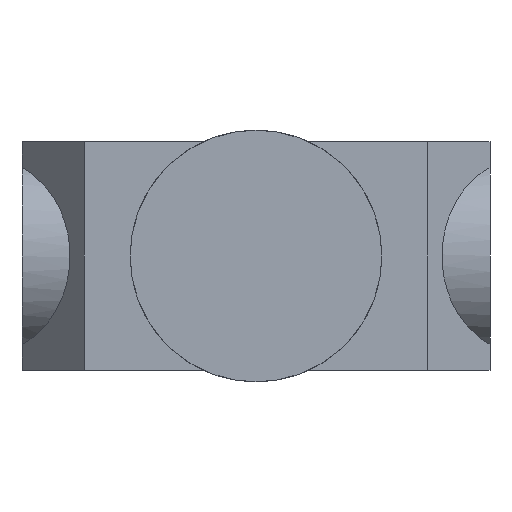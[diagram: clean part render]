
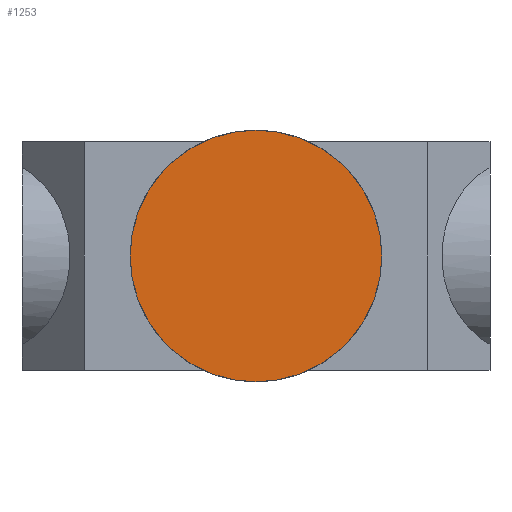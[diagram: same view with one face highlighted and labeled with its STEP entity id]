
A CAD part, front view. The second image highlights one B-rep face of the part: STEP entity #1253.
In plain terms, the highlighted planar face has unit normal (0, -1, 0).
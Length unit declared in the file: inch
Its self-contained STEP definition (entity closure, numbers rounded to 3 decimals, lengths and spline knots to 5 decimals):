
#25 = DIRECTION ( 'NONE',  ( 0., 1., 0. ) ) ;
#42 = CARTESIAN_POINT ( 'NONE',  ( 0., 0., 1.1 ) ) ;
#68 = ORIENTED_EDGE ( 'NONE', *, *, #1350, .F. ) ;
#205 = EDGE_CURVE ( 'NONE', #1021, #1354, #833, .T. ) ;
#248 = CARTESIAN_POINT ( 'NONE',  ( 0., 0., 0. ) ) ;
#255 = ORIENTED_EDGE ( 'NONE', *, *, #205, .F. ) ;
#292 = DIRECTION ( 'NONE',  ( 0., 0., 1. ) ) ;
#296 = AXIS2_PLACEMENT_3D ( 'NONE', #861, #1093, #292 ) ;
#316 = CARTESIAN_POINT ( 'NONE',  ( 0., 0., 0. ) ) ;
#387 = CIRCLE ( 'NONE', #296, 1.1 ) ;
#488 = DIRECTION ( 'NONE',  ( 0., 0., 1. ) ) ;
#833 = CIRCLE ( 'NONE', #1106, 1.1 ) ;
#861 = CARTESIAN_POINT ( 'NONE',  ( 0., 0., 0. ) ) ;
#884 = AXIS2_PLACEMENT_3D ( 'NONE', #248, #25, #488 ) ;
#1021 = VERTEX_POINT ( 'NONE', #1123 ) ;
#1058 = FACE_OUTER_BOUND ( 'NONE', #1119, .T. ) ;
#1092 = DIRECTION ( 'NONE',  ( 0., 1., 0. ) ) ;
#1093 = DIRECTION ( 'NONE',  ( 0., 1., 0. ) ) ;
#1106 = AXIS2_PLACEMENT_3D ( 'NONE', #316, #1092, #1413 ) ;
#1119 = EDGE_LOOP ( 'NONE', ( #255, #68 ) ) ;
#1123 = CARTESIAN_POINT ( 'NONE',  ( 0., 0., -1.1 ) ) ;
#1253 = ADVANCED_FACE ( 'NONE', ( #1058 ), #1375, .F. ) ;
#1350 = EDGE_CURVE ( 'NONE', #1354, #1021, #387, .T. ) ;
#1354 = VERTEX_POINT ( 'NONE', #42 ) ;
#1375 = PLANE ( 'NONE',  #884 ) ;
#1413 = DIRECTION ( 'NONE',  ( 0., 0., 1. ) ) ;
